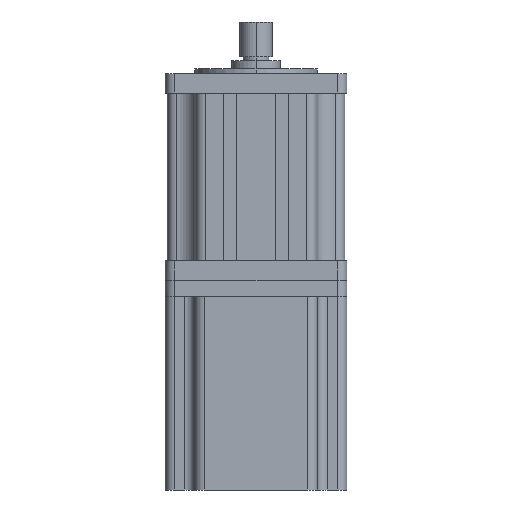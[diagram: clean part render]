
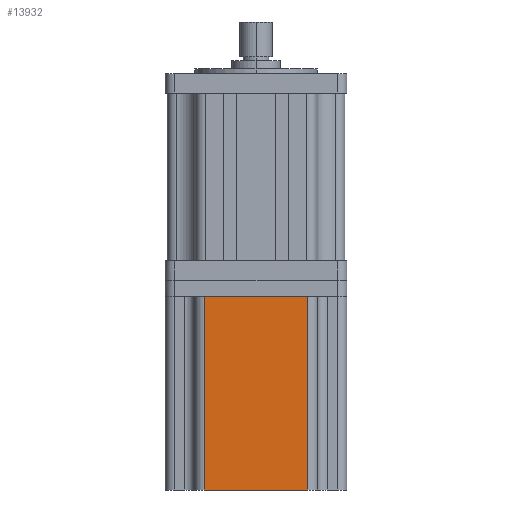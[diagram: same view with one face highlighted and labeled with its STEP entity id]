
A CAD part, left-side view. The second image highlights one B-rep face of the part: STEP entity #13932.
In plain terms, the highlighted planar face has unit normal (-1, 0, 0).
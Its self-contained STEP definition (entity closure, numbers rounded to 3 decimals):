
#3083 = PLANE('',#3084);
#3084 = AXIS2_PLACEMENT_3D('',#3085,#3086,#3087);
#3085 = CARTESIAN_POINT('',(25.1,-25.1,-97.));
#3086 = DIRECTION('',(0.,0.,-1.));
#3087 = DIRECTION('',(-1.,0.,0.));
#3161 = PLANE('',#3162);
#3162 = AXIS2_PLACEMENT_3D('',#3163,#3164,#3165);
#3163 = CARTESIAN_POINT('',(0.,0.,-37.));
#3164 = DIRECTION('',(0.,0.,-1.));
#3165 = DIRECTION('',(-1.,0.,0.));
#12282 = VERTEX_POINT('',#12283);
#12283 = CARTESIAN_POINT('',(-28.1,16.,-37.));
#12298 = CYLINDRICAL_SURFACE('',#12299,3.);
#12299 = AXIS2_PLACEMENT_3D('',#12300,#12301,#12302);
#12300 = CARTESIAN_POINT('',(-25.1,16.,-37.));
#12301 = DIRECTION('',(0.,0.,-1.));
#12302 = DIRECTION('',(-1.,0.,0.));
#12332 = EDGE_CURVE('',#12333,#12282,#12335,.T.);
#12333 = VERTEX_POINT('',#12334);
#12334 = CARTESIAN_POINT('',(-28.1,-16.,-37.));
#12335 = SURFACE_CURVE('',#12336,(#12340,#12347),.PCURVE_S1.);
#12336 = LINE('',#12337,#12338);
#12337 = CARTESIAN_POINT('',(-28.1,16.,-37.));
#12338 = VECTOR('',#12339,1.);
#12339 = DIRECTION('',(0.,1.,0.));
#12340 = PCURVE('',#3161,#12341);
#12341 = DEFINITIONAL_REPRESENTATION('',(#12342),#12346);
#12342 = LINE('',#12343,#12344);
#12343 = CARTESIAN_POINT('',(28.1,16.));
#12344 = VECTOR('',#12345,1.);
#12345 = DIRECTION('',(0.,1.));
#12346 = ( GEOMETRIC_REPRESENTATION_CONTEXT(2) 
PARAMETRIC_REPRESENTATION_CONTEXT() REPRESENTATION_CONTEXT('2D SPACE',''
  ) );
#12347 = PCURVE('',#12348,#12353);
#12348 = PLANE('',#12349);
#12349 = AXIS2_PLACEMENT_3D('',#12350,#12351,#12352);
#12350 = CARTESIAN_POINT('',(-28.1,16.,-37.));
#12351 = DIRECTION('',(-1.,0.,0.));
#12352 = DIRECTION('',(0.,-1.,0.));
#12353 = DEFINITIONAL_REPRESENTATION('',(#12354),#12358);
#12354 = LINE('',#12355,#12356);
#12355 = CARTESIAN_POINT('',(0.,0.));
#12356 = VECTOR('',#12357,1.);
#12357 = DIRECTION('',(-1.,0.));
#12358 = ( GEOMETRIC_REPRESENTATION_CONTEXT(2) 
PARAMETRIC_REPRESENTATION_CONTEXT() REPRESENTATION_CONTEXT('2D SPACE',''
  ) );
#12377 = CYLINDRICAL_SURFACE('',#12378,3.);
#12378 = AXIS2_PLACEMENT_3D('',#12379,#12380,#12381);
#12379 = CARTESIAN_POINT('',(-25.1,-16.,-37.));
#12380 = DIRECTION('',(0.,0.,-1.));
#12381 = DIRECTION('',(-1.,0.,0.));
#13843 = VERTEX_POINT('',#13844);
#13844 = CARTESIAN_POINT('',(-28.1,16.,-97.));
#13888 = EDGE_CURVE('',#12282,#13843,#13889,.T.);
#13889 = SURFACE_CURVE('',#13890,(#13894,#13923),.PCURVE_S1.);
#13890 = LINE('',#13891,#13892);
#13891 = CARTESIAN_POINT('',(-28.1,16.,-37.));
#13892 = VECTOR('',#13893,1.);
#13893 = DIRECTION('',(0.,0.,-1.));
#13894 = PCURVE('',#12298,#13895);
#13895 = DEFINITIONAL_REPRESENTATION('',(#13896),#13922);
#13896 = B_SPLINE_CURVE_WITH_KNOTS('',3,(#13897,#13898,#13899,#13900,
    #13901,#13902,#13903,#13904,#13905,#13906,#13907,#13908,#13909,
    #13910,#13911,#13912,#13913,#13914,#13915,#13916,#13917,#13918,
    #13919,#13920,#13921),.UNSPECIFIED.,.F.,.F.,(4,1,1,1,1,1,1,1,1,1,1,1
    ,1,1,1,1,1,1,1,1,1,1,4),(0.,2.727,5.455,
    8.182,10.909,13.636,16.364,
    19.091,21.818,24.545,27.273,30.,
    32.727,35.455,38.182,40.909,
    43.636,46.364,49.091,51.818,
    54.545,57.273,60.),.QUASI_UNIFORM_KNOTS.);
#13897 = CARTESIAN_POINT('',(0.,0.));
#13898 = CARTESIAN_POINT('',(0.,0.909));
#13899 = CARTESIAN_POINT('',(0.,2.727));
#13900 = CARTESIAN_POINT('',(0.,5.455));
#13901 = CARTESIAN_POINT('',(0.,8.182));
#13902 = CARTESIAN_POINT('',(0.,10.909));
#13903 = CARTESIAN_POINT('',(0.,13.636));
#13904 = CARTESIAN_POINT('',(0.,16.364));
#13905 = CARTESIAN_POINT('',(0.,19.091));
#13906 = CARTESIAN_POINT('',(0.,21.818));
#13907 = CARTESIAN_POINT('',(0.,24.545));
#13908 = CARTESIAN_POINT('',(0.,27.273));
#13909 = CARTESIAN_POINT('',(0.,30.));
#13910 = CARTESIAN_POINT('',(0.,32.727));
#13911 = CARTESIAN_POINT('',(0.,35.455));
#13912 = CARTESIAN_POINT('',(0.,38.182));
#13913 = CARTESIAN_POINT('',(0.,40.909));
#13914 = CARTESIAN_POINT('',(0.,43.636));
#13915 = CARTESIAN_POINT('',(0.,46.364));
#13916 = CARTESIAN_POINT('',(0.,49.091));
#13917 = CARTESIAN_POINT('',(0.,51.818));
#13918 = CARTESIAN_POINT('',(0.,54.545));
#13919 = CARTESIAN_POINT('',(0.,57.273));
#13920 = CARTESIAN_POINT('',(0.,59.091));
#13921 = CARTESIAN_POINT('',(0.,60.));
#13922 = ( GEOMETRIC_REPRESENTATION_CONTEXT(2) 
PARAMETRIC_REPRESENTATION_CONTEXT() REPRESENTATION_CONTEXT('2D SPACE',''
  ) );
#13923 = PCURVE('',#12348,#13924);
#13924 = DEFINITIONAL_REPRESENTATION('',(#13925),#13929);
#13925 = LINE('',#13926,#13927);
#13926 = CARTESIAN_POINT('',(0.,0.));
#13927 = VECTOR('',#13928,1.);
#13928 = DIRECTION('',(0.,-1.));
#13929 = ( GEOMETRIC_REPRESENTATION_CONTEXT(2) 
PARAMETRIC_REPRESENTATION_CONTEXT() REPRESENTATION_CONTEXT('2D SPACE',''
  ) );
#13932 = ADVANCED_FACE('',(#13933),#12348,.T.);
#13933 = FACE_BOUND('',#13934,.T.);
#13934 = EDGE_LOOP('',(#13935,#13958,#14001,#14002));
#13935 = ORIENTED_EDGE('',*,*,#13936,.F.);
#13936 = EDGE_CURVE('',#13937,#13843,#13939,.T.);
#13937 = VERTEX_POINT('',#13938);
#13938 = CARTESIAN_POINT('',(-28.1,-16.,-97.));
#13939 = SURFACE_CURVE('',#13940,(#13944,#13951),.PCURVE_S1.);
#13940 = LINE('',#13941,#13942);
#13941 = CARTESIAN_POINT('',(-28.1,16.,-97.));
#13942 = VECTOR('',#13943,1.);
#13943 = DIRECTION('',(0.,1.,0.));
#13944 = PCURVE('',#12348,#13945);
#13945 = DEFINITIONAL_REPRESENTATION('',(#13946),#13950);
#13946 = LINE('',#13947,#13948);
#13947 = CARTESIAN_POINT('',(0.,-60.));
#13948 = VECTOR('',#13949,1.);
#13949 = DIRECTION('',(-1.,0.));
#13950 = ( GEOMETRIC_REPRESENTATION_CONTEXT(2) 
PARAMETRIC_REPRESENTATION_CONTEXT() REPRESENTATION_CONTEXT('2D SPACE',''
  ) );
#13951 = PCURVE('',#3083,#13952);
#13952 = DEFINITIONAL_REPRESENTATION('',(#13953),#13957);
#13953 = LINE('',#13954,#13955);
#13954 = CARTESIAN_POINT('',(53.2,41.1));
#13955 = VECTOR('',#13956,1.);
#13956 = DIRECTION('',(0.,1.));
#13957 = ( GEOMETRIC_REPRESENTATION_CONTEXT(2) 
PARAMETRIC_REPRESENTATION_CONTEXT() REPRESENTATION_CONTEXT('2D SPACE',''
  ) );
#13958 = ORIENTED_EDGE('',*,*,#13959,.F.);
#13959 = EDGE_CURVE('',#12333,#13937,#13960,.T.);
#13960 = SURFACE_CURVE('',#13961,(#13965,#13972),.PCURVE_S1.);
#13961 = LINE('',#13962,#13963);
#13962 = CARTESIAN_POINT('',(-28.1,-16.,-37.));
#13963 = VECTOR('',#13964,1.);
#13964 = DIRECTION('',(0.,0.,-1.));
#13965 = PCURVE('',#12348,#13966);
#13966 = DEFINITIONAL_REPRESENTATION('',(#13967),#13971);
#13967 = LINE('',#13968,#13969);
#13968 = CARTESIAN_POINT('',(32.,0.));
#13969 = VECTOR('',#13970,1.);
#13970 = DIRECTION('',(0.,-1.));
#13971 = ( GEOMETRIC_REPRESENTATION_CONTEXT(2) 
PARAMETRIC_REPRESENTATION_CONTEXT() REPRESENTATION_CONTEXT('2D SPACE',''
  ) );
#13972 = PCURVE('',#12377,#13973);
#13973 = DEFINITIONAL_REPRESENTATION('',(#13974),#14000);
#13974 = B_SPLINE_CURVE_WITH_KNOTS('',3,(#13975,#13976,#13977,#13978,
    #13979,#13980,#13981,#13982,#13983,#13984,#13985,#13986,#13987,
    #13988,#13989,#13990,#13991,#13992,#13993,#13994,#13995,#13996,
    #13997,#13998,#13999),.UNSPECIFIED.,.F.,.F.,(4,1,1,1,1,1,1,1,1,1,1,1
    ,1,1,1,1,1,1,1,1,1,1,4),(0.,2.727,5.455,
    8.182,10.909,13.636,16.364,
    19.091,21.818,24.545,27.273,30.,
    32.727,35.455,38.182,40.909,
    43.636,46.364,49.091,51.818,
    54.545,57.273,60.),.QUASI_UNIFORM_KNOTS.);
#13975 = CARTESIAN_POINT('',(6.283,0.));
#13976 = CARTESIAN_POINT('',(6.283,0.909));
#13977 = CARTESIAN_POINT('',(6.283,2.727));
#13978 = CARTESIAN_POINT('',(6.283,5.455));
#13979 = CARTESIAN_POINT('',(6.283,8.182));
#13980 = CARTESIAN_POINT('',(6.283,10.909));
#13981 = CARTESIAN_POINT('',(6.283,13.636));
#13982 = CARTESIAN_POINT('',(6.283,16.364));
#13983 = CARTESIAN_POINT('',(6.283,19.091));
#13984 = CARTESIAN_POINT('',(6.283,21.818));
#13985 = CARTESIAN_POINT('',(6.283,24.545));
#13986 = CARTESIAN_POINT('',(6.283,27.273));
#13987 = CARTESIAN_POINT('',(6.283,30.));
#13988 = CARTESIAN_POINT('',(6.283,32.727));
#13989 = CARTESIAN_POINT('',(6.283,35.455));
#13990 = CARTESIAN_POINT('',(6.283,38.182));
#13991 = CARTESIAN_POINT('',(6.283,40.909));
#13992 = CARTESIAN_POINT('',(6.283,43.636));
#13993 = CARTESIAN_POINT('',(6.283,46.364));
#13994 = CARTESIAN_POINT('',(6.283,49.091));
#13995 = CARTESIAN_POINT('',(6.283,51.818));
#13996 = CARTESIAN_POINT('',(6.283,54.545));
#13997 = CARTESIAN_POINT('',(6.283,57.273));
#13998 = CARTESIAN_POINT('',(6.283,59.091));
#13999 = CARTESIAN_POINT('',(6.283,60.));
#14000 = ( GEOMETRIC_REPRESENTATION_CONTEXT(2) 
PARAMETRIC_REPRESENTATION_CONTEXT() REPRESENTATION_CONTEXT('2D SPACE',''
  ) );
#14001 = ORIENTED_EDGE('',*,*,#12332,.T.);
#14002 = ORIENTED_EDGE('',*,*,#13888,.T.);
